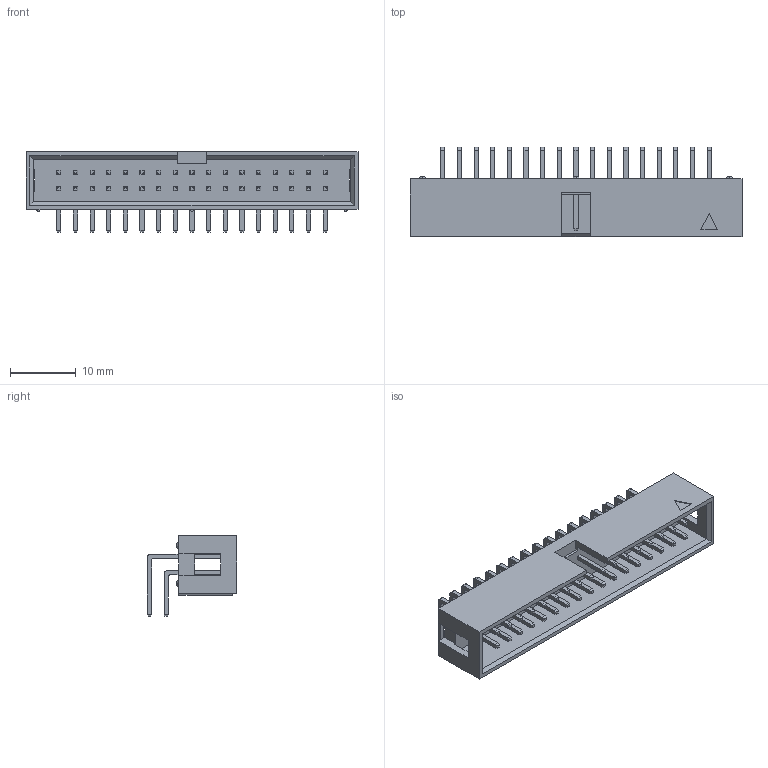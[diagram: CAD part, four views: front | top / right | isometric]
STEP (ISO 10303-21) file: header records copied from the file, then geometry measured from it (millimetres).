
FILE_DESCRIPTION(('STEP AP214'),'1');
FILE_NAME('sbh11-pbpc-d17-ra-bk.stp','2025-01-15T12:12:30',('TraceParts'),('TraceParts S.A.'),'Spatial InterOp 3D',' ',' ');
FILE_SCHEMA(('AUTOMOTIVE_DESIGN { 1 0 10303 214 1 1 1 1 }'));
Length unit declared in the file: millimetre
Products named in the file (1): sbh11-pbpc-d17-ra-bk_1
Bounding box: 50.68 x 13.6 x 12.3 mm (x, y, z)
Volume: 2038.4 mm3; surface area: 4383.7 mm2
Topology: 35 solids, 35 shells, 951 faces, 2224 edges, 1346 vertices
Faces by surface type: plane 865, cylinder 74, bspline 8, torus 4
Entity records: 26577 total; most frequent: CARTESIAN_POINT 4700, ORIENTED_EDGE 4448, DIRECTION 4348, EDGE_CURVE 2224, LINE 2040, VECTOR 2040, VERTEX_POINT 1346, AXIS2_PLACEMENT_3D 1154
